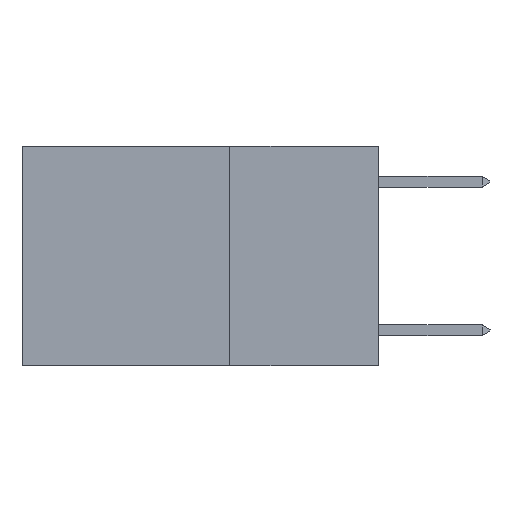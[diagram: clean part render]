
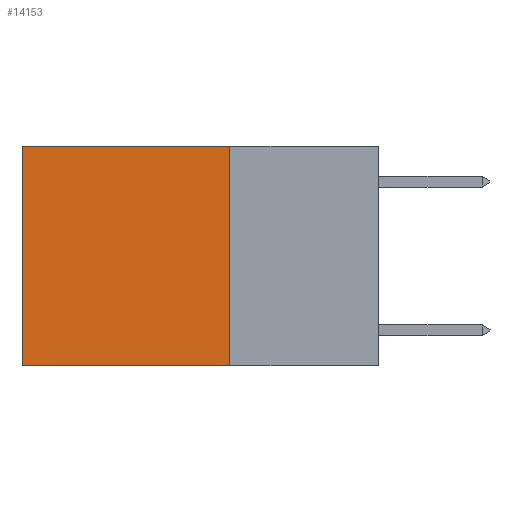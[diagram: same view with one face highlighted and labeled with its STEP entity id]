
A CAD part, left-side view. The second image highlights one B-rep face of the part: STEP entity #14153.
In plain terms, the highlighted planar face has unit normal (-1, 0, 0).
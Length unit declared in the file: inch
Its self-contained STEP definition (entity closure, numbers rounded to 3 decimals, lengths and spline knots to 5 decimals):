
#2006 = LINE ( 'NONE', #11257, #19824 ) ;
#2632 = EDGE_LOOP ( 'NONE', ( #3943, #17128, #22797, #27213 ) ) ;
#3251 = EDGE_CURVE ( 'NONE', #27772, #12541, #15770, .T. ) ;
#3943 = ORIENTED_EDGE ( 'NONE', *, *, #16959, .T. ) ;
#4380 = VECTOR ( 'NONE', #27987, 39.37008 ) ;
#4740 = LINE ( 'NONE', #21059, #4380 ) ;
#5492 = CARTESIAN_POINT ( 'NONE',  ( 0.2625, 0.25, 0. ) ) ;
#5540 = LINE ( 'NONE', #5492, #23751 ) ;
#7126 = EDGE_CURVE ( 'NONE', #28673, #27772, #4740, .T. ) ;
#8017 = DIRECTION ( 'NONE',  ( 0., 1., 0. ) ) ;
#8627 = VERTEX_POINT ( 'NONE', #20968 ) ;
#9820 = CARTESIAN_POINT ( 'NONE',  ( 0.2625, 0.25, 0. ) ) ;
#11257 = CARTESIAN_POINT ( 'NONE',  ( 0.2625, 0.6, 0. ) ) ;
#12220 = DIRECTION ( 'NONE',  ( 1., 0., 0. ) ) ;
#12541 = VERTEX_POINT ( 'NONE', #29720 ) ;
#13201 = CARTESIAN_POINT ( 'NONE',  ( 0.2625, 0.25, -0.37 ) ) ;
#14153 = ADVANCED_FACE ( 'NONE', ( #25275 ), #23828, .F. ) ;
#15688 = VECTOR ( 'NONE', #22621, 39.37008 ) ;
#15750 = CARTESIAN_POINT ( 'NONE',  ( 0.2625, 0.25, 0. ) ) ;
#15770 = LINE ( 'NONE', #13201, #15688 ) ;
#16959 = EDGE_CURVE ( 'NONE', #8627, #12541, #2006, .T. ) ;
#17128 = ORIENTED_EDGE ( 'NONE', *, *, #3251, .F. ) ;
#19824 = VECTOR ( 'NONE', #25205, 39.37008 ) ;
#20968 = CARTESIAN_POINT ( 'NONE',  ( 0.2625, 0.6, 0. ) ) ;
#21059 = CARTESIAN_POINT ( 'NONE',  ( 0.2625, 0.25, 0. ) ) ;
#21181 = AXIS2_PLACEMENT_3D ( 'NONE', #9820, #12220, #28518 ) ;
#22621 = DIRECTION ( 'NONE',  ( 0., 1., 0. ) ) ;
#22797 = ORIENTED_EDGE ( 'NONE', *, *, #7126, .F. ) ;
#23751 = VECTOR ( 'NONE', #8017, 39.37008 ) ;
#23828 = PLANE ( 'NONE',  #21181 ) ;
#24334 = CARTESIAN_POINT ( 'NONE',  ( 0.2625, 0.25, -0.37 ) ) ;
#25205 = DIRECTION ( 'NONE',  ( 0., 0., -1. ) ) ;
#25275 = FACE_OUTER_BOUND ( 'NONE', #2632, .T. ) ;
#27213 = ORIENTED_EDGE ( 'NONE', *, *, #27244, .T. ) ;
#27244 = EDGE_CURVE ( 'NONE', #28673, #8627, #5540, .T. ) ;
#27772 = VERTEX_POINT ( 'NONE', #24334 ) ;
#27987 = DIRECTION ( 'NONE',  ( 0., 0., -1. ) ) ;
#28518 = DIRECTION ( 'NONE',  ( 0., 0., -1. ) ) ;
#28673 = VERTEX_POINT ( 'NONE', #15750 ) ;
#29720 = CARTESIAN_POINT ( 'NONE',  ( 0.2625, 0.6, -0.37 ) ) ;
